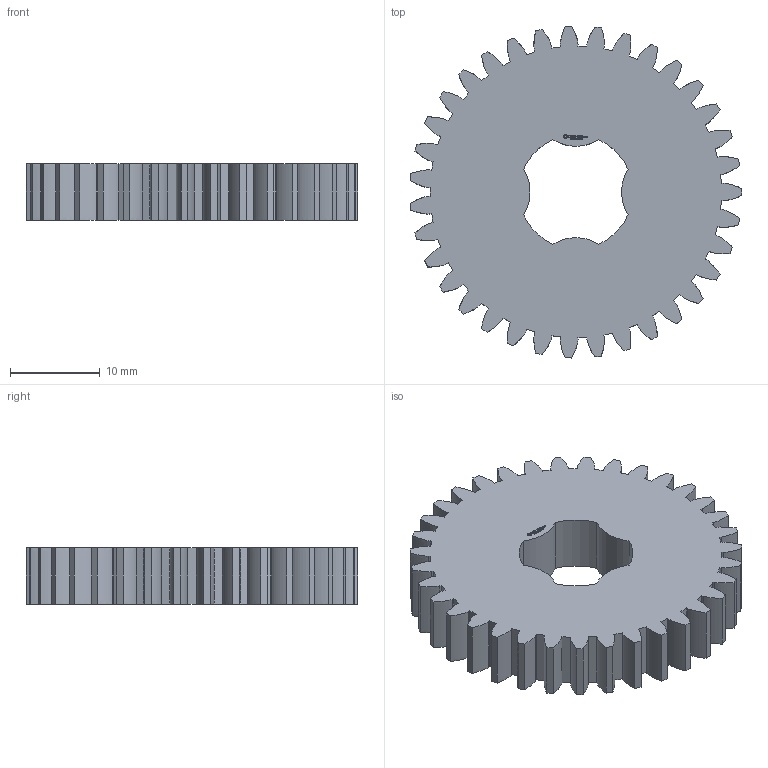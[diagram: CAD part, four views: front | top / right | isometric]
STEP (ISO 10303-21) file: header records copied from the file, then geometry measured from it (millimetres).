
FILE_DESCRIPTION(('FreeCAD Model'),'2;1');
FILE_NAME('Open CASCADE Shape Model','2024-03-09T19:45:04',(''),(''), 'Open CASCADE STEP processor 7.6','FreeCAD','Unknown');
FILE_SCHEMA(('AUTOMOTIVE_DESIGN { 1 0 10303 214 1 1 1 1 }'));
Length unit declared in the file: millimetre
Products named in the file (1): Gear Wheel PLN TTH35 BU00.50 SFT-SHD - SPN-GWH-0118 (stemfie.org)
Bounding box: 36.95 x 36.99 x 6.25 mm (x, y, z)
Volume: 5263.5 mm3; surface area: 3355.4 mm2
Topology: 1 solids, 1 shells, 675 faces, 1926 edges, 1284 vertices
Faces by surface type: extrusion 340, plane 327, cylinder 8
Entity records: 57978 total; most frequent: CARTESIAN_POINT 17108, DIRECTION 5446, VECTOR 4726, LINE 4386, ORIENTED_EDGE 3852, PCURVE 3852, DEFINITIONAL_REPRESENTATION 3852, EDGE_CURVE 1926
